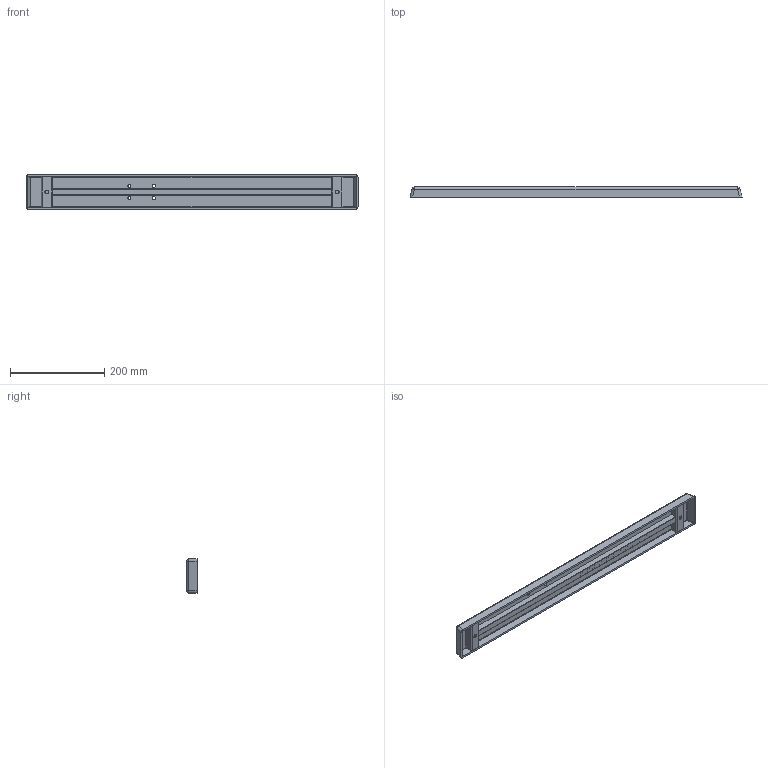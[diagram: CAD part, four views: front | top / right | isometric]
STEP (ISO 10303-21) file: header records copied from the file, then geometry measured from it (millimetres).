
FILE_DESCRIPTION((''),'2;1');
FILE_NAME('JC35TS-0135','2021-01-06T15:16:46',('sa'),('捷昌驱动'),'CREO PARAMETRIC BY PTC INC, 2018100','CREO PARAMETRIC BY PTC INC, 2018100','');
FILE_SCHEMA(('CONFIG_CONTROL_DESIGN'));
Length unit declared in the file: millimetre
Products named in the file (1): JC35TS-0135
Bounding box: 703 x 21.5 x 73 mm (x, y, z)
Volume: 369647.6 mm3; surface area: 213604.3 mm2
Topology: 1 solids, 3 shells, 90 faces, 244 edges, 152 vertices
Faces by surface type: plane 42, cylinder 40, sphere 8
Entity records: 2913 total; most frequent: CARTESIAN_POINT 519, DIRECTION 506, ORIENTED_EDGE 480, EDGE_CURVE 244, AXIS2_PLACEMENT_3D 179, VERTEX_POINT 152, VECTOR 148, LINE 148
